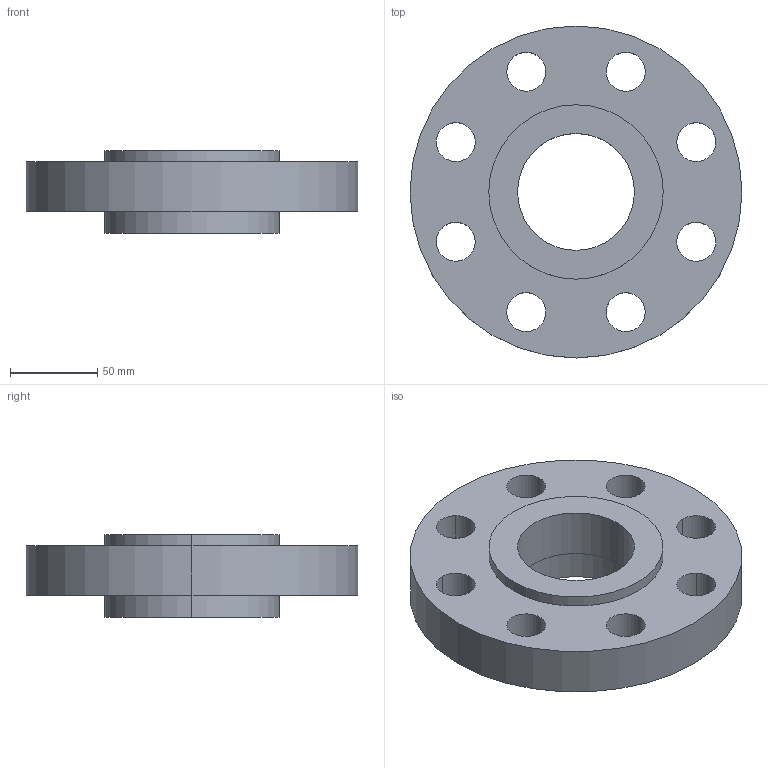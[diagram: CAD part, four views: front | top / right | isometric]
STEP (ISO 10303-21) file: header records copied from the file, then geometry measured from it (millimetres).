
FILE_DESCRIPTION (( 'STEP AP203' ), '1' );
FILE_NAME ('Socket Flange 600-NPS2.5.STEP', '2025-05-07T01:18:20', '' );
FILE_SCHEMA (( 'CONFIG_CONTROL_DESIGN' ));
Length unit declared in the file: inch
Products named in the file (1): Socket Flange 600-NPS2.5
Bounding box: 190.5 x 190.5 x 47.5 mm (x, y, z)
Volume: 687476.3 mm3; surface area: 93121.1 mm2
Topology: 1 solids, 1 shells, 31 faces, 78 edges, 52 vertices
Faces by surface type: cylinder 26, plane 5
Entity records: 1079 total; most frequent: DIRECTION 194, CARTESIAN_POINT 162, ORIENTED_EDGE 156, AXIS2_PLACEMENT_3D 84, EDGE_CURVE 78, EDGE_LOOP 52, VERTEX_POINT 52, CIRCLE 52
